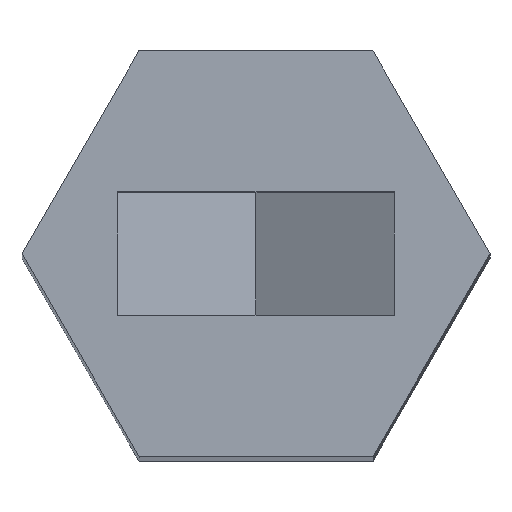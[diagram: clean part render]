
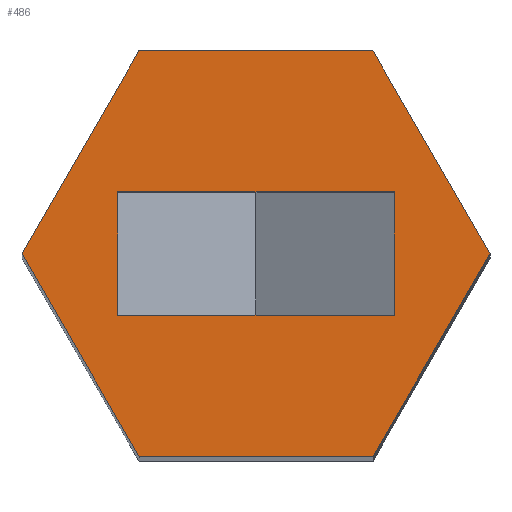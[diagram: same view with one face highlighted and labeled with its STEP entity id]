
A CAD part, top view. The second image highlights one B-rep face of the part: STEP entity #486.
In plain terms, the highlighted planar face has unit normal (0, 0, 1).
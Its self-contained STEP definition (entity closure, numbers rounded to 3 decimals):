
#23=FACE_BOUND('',#93,.T.);
#59=FACE_OUTER_BOUND('',#92,.T.);
#92=EDGE_LOOP('',(#408,#409,#410,#411,#412,#413));
#93=EDGE_LOOP('',(#414,#415,#416,#417));
#103=LINE('',#688,#155);
#106=LINE('',#693,#158);
#108=LINE('',#697,#160);
#110=LINE('',#700,#162);
#128=LINE('',#747,#180);
#132=LINE('',#755,#184);
#135=LINE('',#761,#187);
#138=LINE('',#767,#190);
#141=LINE('',#773,#193);
#144=LINE('',#778,#196);
#155=VECTOR('',#568,10.);
#158=VECTOR('',#573,10.);
#160=VECTOR('',#577,10.);
#162=VECTOR('',#581,10.);
#180=VECTOR('',#625,10.);
#184=VECTOR('',#631,10.);
#187=VECTOR('',#636,10.);
#190=VECTOR('',#641,10.);
#193=VECTOR('',#646,10.);
#196=VECTOR('',#651,10.);
#208=VERTEX_POINT('',#686);
#209=VERTEX_POINT('',#687);
#210=VERTEX_POINT('',#692);
#211=VERTEX_POINT('',#696);
#226=VERTEX_POINT('',#745);
#227=VERTEX_POINT('',#746);
#230=VERTEX_POINT('',#754);
#232=VERTEX_POINT('',#760);
#234=VERTEX_POINT('',#766);
#236=VERTEX_POINT('',#772);
#251=EDGE_CURVE('',#208,#209,#103,.T.);
#254=EDGE_CURVE('',#209,#210,#106,.T.);
#256=EDGE_CURVE('',#210,#211,#108,.T.);
#258=EDGE_CURVE('',#211,#208,#110,.T.);
#280=EDGE_CURVE('',#226,#227,#128,.T.);
#284=EDGE_CURVE('',#230,#226,#132,.T.);
#287=EDGE_CURVE('',#232,#230,#135,.T.);
#290=EDGE_CURVE('',#234,#232,#138,.T.);
#293=EDGE_CURVE('',#236,#234,#141,.T.);
#296=EDGE_CURVE('',#227,#236,#144,.T.);
#408=ORIENTED_EDGE('',*,*,#296,.F.);
#409=ORIENTED_EDGE('',*,*,#280,.F.);
#410=ORIENTED_EDGE('',*,*,#284,.F.);
#411=ORIENTED_EDGE('',*,*,#287,.F.);
#412=ORIENTED_EDGE('',*,*,#290,.F.);
#413=ORIENTED_EDGE('',*,*,#293,.F.);
#414=ORIENTED_EDGE('',*,*,#251,.T.);
#415=ORIENTED_EDGE('',*,*,#254,.T.);
#416=ORIENTED_EDGE('',*,*,#256,.T.);
#417=ORIENTED_EDGE('',*,*,#258,.T.);
#437=PLANE('',#538);
#486=ADVANCED_FACE('',(#59,#23),#437,.T.);
#538=AXIS2_PLACEMENT_3D('',#781,#655,#656);
#568=DIRECTION('',(0.,-1.,0.));
#573=DIRECTION('',(-1.,0.,0.));
#577=DIRECTION('',(0.,1.,0.));
#581=DIRECTION('',(1.,0.,0.));
#625=DIRECTION('',(-1.,0.,0.));
#631=DIRECTION('',(-0.5,-0.866,0.));
#636=DIRECTION('',(0.5,-0.866,0.));
#641=DIRECTION('',(1.,0.,0.));
#646=DIRECTION('',(0.5,0.866,0.));
#651=DIRECTION('',(-0.5,0.866,0.));
#655=DIRECTION('center_axis',(0.,0.,1.));
#656=DIRECTION('ref_axis',(1.,0.,0.));
#686=CARTESIAN_POINT('',(2.8,1.25,0.));
#687=CARTESIAN_POINT('',(2.8,-1.25,0.));
#688=CARTESIAN_POINT('',(2.8,-0.625,0.));
#692=CARTESIAN_POINT('',(-2.8,-1.25,0.));
#693=CARTESIAN_POINT('',(-1.4,-1.25,0.));
#696=CARTESIAN_POINT('',(-2.8,1.25,0.));
#697=CARTESIAN_POINT('',(-2.8,0.625,0.));
#700=CARTESIAN_POINT('',(1.4,1.25,0.));
#745=CARTESIAN_POINT('',(2.367,-4.1,0.));
#746=CARTESIAN_POINT('',(-2.367,-4.1,0.));
#747=CARTESIAN_POINT('',(2.367,-4.1,0.));
#754=CARTESIAN_POINT('',(4.734,0.,0.));
#755=CARTESIAN_POINT('',(4.734,0.,0.));
#760=CARTESIAN_POINT('',(2.367,4.1,0.));
#761=CARTESIAN_POINT('',(2.367,4.1,0.));
#766=CARTESIAN_POINT('',(-2.367,4.1,0.));
#767=CARTESIAN_POINT('',(-2.367,4.1,0.));
#772=CARTESIAN_POINT('',(-4.734,0.,0.));
#773=CARTESIAN_POINT('',(-4.734,0.,0.));
#778=CARTESIAN_POINT('',(-2.367,-4.1,0.));
#781=CARTESIAN_POINT('Origin',(0.,0.,
0.));
